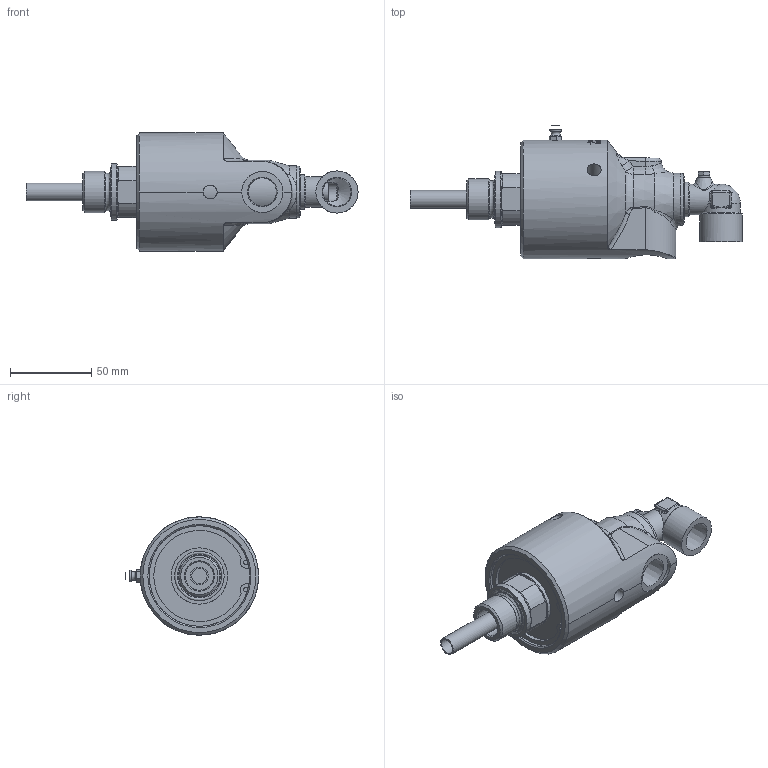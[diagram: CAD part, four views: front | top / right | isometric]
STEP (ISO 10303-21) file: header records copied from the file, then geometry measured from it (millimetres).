
FILE_DESCRIPTION(/* description */ (''),/* implementation_level */ '2;1');
FILE_NAME(/* name */ '257-098-135290-IC.stp',/* time_stamp */ '2020-06-04T16:13:26-05:00',/* author */ ('GALINDOLM'),/* organization */ (''),/* preprocessor_version */ 'ST-DEVELOPER v18',/* originating_system */ 'Autodesk Inventor 2020',/* authorisation */ '');
FILE_SCHEMA (('AUTOMOTIVE_DESIGN { 1 0 10303 214 3 1 1 }'));
Length unit declared in the file: millimetre
Products named in the file (1): 257-098-135290-IC
Bounding box: 204.8 x 82.13 x 73 mm (x, y, z)
Volume: 324771.8 mm3; surface area: 52514.5 mm2
Topology: 2 solids, 2 shells, 644 faces, 1693 edges, 1098 vertices
Faces by surface type: bspline 302, plane 151, cylinder 113, cone 47, torus 18, sphere 13
Full cylindrical faces by diameter (mm): 2.794 x2, 4 x1, 4.4 x1, 5.9 x1, 7.2 x1, 8.6 x3, 9.5 x2, 11.1 x3, 11.6 x2, 15.37 x2, 17.475 x2, 17.5 x1, 19 x1, 25.356 x1, 25.4 x1, 26 x1, 27.11 x1, 30.55 x2, 34.8 x2, 62.05 x1
Entity records: 34687 total; most frequent: CARTESIAN_POINT 20380, ORIENTED_EDGE 3364, DIRECTION 2082, EDGE_CURVE 1682, VERTEX_POINT 1098, AXIS2_PLACEMENT_3D 781, EDGE_LOOP 707, B_SPLINE_CURVE_WITH_KNOTS 676
